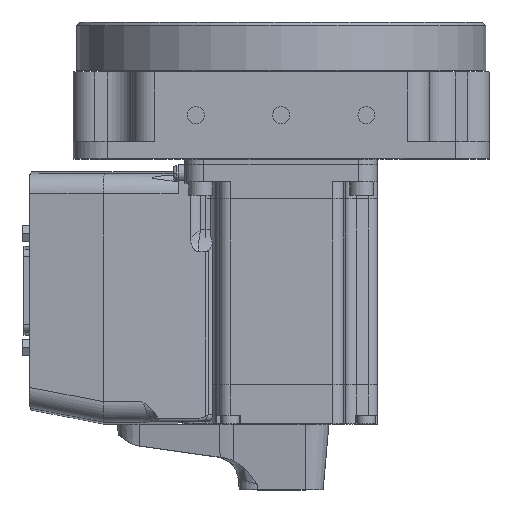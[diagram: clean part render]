
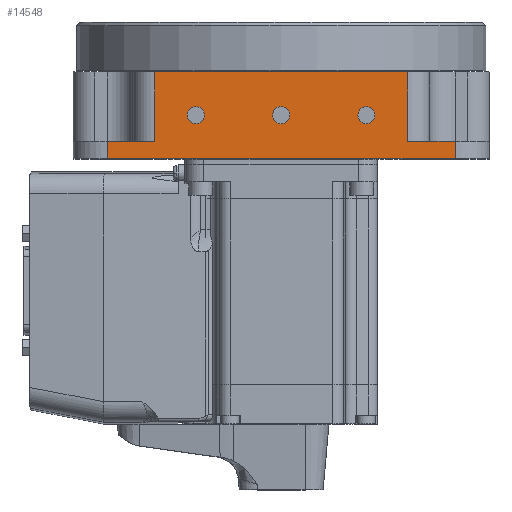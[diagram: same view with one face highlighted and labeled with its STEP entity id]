
A CAD part, top view. The second image highlights one B-rep face of the part: STEP entity #14548.
In plain terms, the highlighted planar face has unit normal (0, 0, 1).
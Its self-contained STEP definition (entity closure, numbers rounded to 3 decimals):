
#286 = DIRECTION ( 'NONE',  ( -1., 0., 0. ) ) ;
#721 = CARTESIAN_POINT ( 'NONE',  ( -51., 0., 61. ) ) ;
#1210 = DIRECTION ( 'NONE',  ( 0., 0., 1. ) ) ;
#1485 = DIRECTION ( 'NONE',  ( 1., 0., 0. ) ) ;
#1524 = DIRECTION ( 'NONE',  ( 0., -1., 0. ) ) ;
#2354 = EDGE_CURVE ( 'NONE', #24804, #5432, #8387, .T. ) ;
#2364 = VECTOR ( 'NONE', #21023, 1000. ) ;
#2445 = CARTESIAN_POINT ( 'NONE',  ( -51., 25.38, 61. ) ) ;
#2534 = CARTESIAN_POINT ( 'NONE',  ( -51., 25.38, 61. ) ) ;
#2536 = VERTEX_POINT ( 'NONE', #17230 ) ;
#2545 = AXIS2_PLACEMENT_3D ( 'NONE', #3908, #11709, #14055 ) ;
#3223 = ORIENTED_EDGE ( 'NONE', *, *, #2354, .F. ) ;
#3352 = CARTESIAN_POINT ( 'NONE',  ( 51., 25.38, 61. ) ) ;
#3726 = ORIENTED_EDGE ( 'NONE', *, *, #11745, .F. ) ;
#3811 = PLANE ( 'NONE',  #8026 ) ;
#3843 = DIRECTION ( 'NONE',  ( 0., 0., 1. ) ) ;
#3908 = CARTESIAN_POINT ( 'NONE',  ( 0., 12.7, 61. ) ) ;
#5043 = CIRCLE ( 'NONE', #2545, 2.5 ) ;
#5303 = EDGE_LOOP ( 'NONE', ( #25201, #10238 ) ) ;
#5403 = CARTESIAN_POINT ( 'NONE',  ( -27.5, 12.7, 61. ) ) ;
#5432 = VERTEX_POINT ( 'NONE', #6165 ) ;
#5618 = EDGE_CURVE ( 'NONE', #6491, #6127, #17424, .T. ) ;
#5744 = EDGE_CURVE ( 'NONE', #22834, #6491, #9999, .T. ) ;
#6027 = FACE_BOUND ( 'NONE', #7106, .T. ) ;
#6042 = CIRCLE ( 'NONE', #13118, 2.5 ) ;
#6127 = VERTEX_POINT ( 'NONE', #21954 ) ;
#6165 = CARTESIAN_POINT ( 'NONE',  ( 22.5, 12.7, 61. ) ) ;
#6194 = LINE ( 'NONE', #2534, #16052 ) ;
#6440 = EDGE_CURVE ( 'NONE', #5432, #24804, #6042, .T. ) ;
#6456 = DIRECTION ( 'NONE',  ( 1., 0., 0. ) ) ;
#6491 = VERTEX_POINT ( 'NONE', #15022 ) ;
#6594 = VERTEX_POINT ( 'NONE', #7981 ) ;
#6826 = LINE ( 'NONE', #22948, #2364 ) ;
#7106 = EDGE_LOOP ( 'NONE', ( #3726, #19484 ) ) ;
#7329 = EDGE_CURVE ( 'NONE', #12388, #17654, #6194, .T. ) ;
#7399 = CARTESIAN_POINT ( 'NONE',  ( -37.1, 5., 61. ) ) ;
#7436 = EDGE_CURVE ( 'NONE', #14077, #13962, #23942, .T. ) ;
#7697 = CARTESIAN_POINT ( 'NONE',  ( -51., 5., 61. ) ) ;
#7981 = CARTESIAN_POINT ( 'NONE',  ( 51., 0., 61. ) ) ;
#8026 = AXIS2_PLACEMENT_3D ( 'NONE', #9662, #18127, #286 ) ;
#8387 = CIRCLE ( 'NONE', #14633, 2.5 ) ;
#8393 = DIRECTION ( 'NONE',  ( 0., 0., 1. ) ) ;
#8482 = EDGE_CURVE ( 'NONE', #2536, #16111, #5043, .T. ) ;
#8524 = ORIENTED_EDGE ( 'NONE', *, *, #5744, .F. ) ;
#8687 = LINE ( 'NONE', #18838, #20025 ) ;
#9457 = CIRCLE ( 'NONE', #12370, 2.5 ) ;
#9612 = DIRECTION ( 'NONE',  ( 0., -1., 0. ) ) ;
#9662 = CARTESIAN_POINT ( 'NONE',  ( -51., 25.38, 61. ) ) ;
#9827 = CARTESIAN_POINT ( 'NONE',  ( -37.1, 25.38, 61. ) ) ;
#9961 = DIRECTION ( 'NONE',  ( 1., 0., 0. ) ) ;
#9999 = LINE ( 'NONE', #2445, #12206 ) ;
#10238 = ORIENTED_EDGE ( 'NONE', *, *, #17617, .F. ) ;
#10474 = DIRECTION ( 'NONE',  ( 0., -1., 0. ) ) ;
#10733 = CARTESIAN_POINT ( 'NONE',  ( -37.1, 5., 61. ) ) ;
#10993 = DIRECTION ( 'NONE',  ( 0., 0., 1. ) ) ;
#11100 = AXIS2_PLACEMENT_3D ( 'NONE', #16698, #22704, #12922 ) ;
#11123 = DIRECTION ( 'NONE',  ( 1., 0., 0. ) ) ;
#11163 = DIRECTION ( 'NONE',  ( 0., -1., 0. ) ) ;
#11242 = CARTESIAN_POINT ( 'NONE',  ( 25., 12.7, 61. ) ) ;
#11709 = DIRECTION ( 'NONE',  ( 0., 0., 1. ) ) ;
#11745 = EDGE_CURVE ( 'NONE', #13962, #14077, #9457, .T. ) ;
#11847 = CARTESIAN_POINT ( 'NONE',  ( 37.1, 36.8, 61. ) ) ;
#12095 = ORIENTED_EDGE ( 'NONE', *, *, #17560, .F. ) ;
#12206 = VECTOR ( 'NONE', #18318, 1000. ) ;
#12208 = VECTOR ( 'NONE', #6456, 1000. ) ;
#12370 = AXIS2_PLACEMENT_3D ( 'NONE', #16695, #10993, #20751 ) ;
#12388 = VERTEX_POINT ( 'NONE', #7697 ) ;
#12922 = DIRECTION ( 'NONE',  ( 1., 0., 0. ) ) ;
#13084 = CARTESIAN_POINT ( 'NONE',  ( 27.5, 12.7, 61. ) ) ;
#13118 = AXIS2_PLACEMENT_3D ( 'NONE', #11242, #1210, #1485 ) ;
#13504 = LINE ( 'NONE', #3352, #21266 ) ;
#13538 = CARTESIAN_POINT ( 'NONE',  ( 51., 5., 61. ) ) ;
#13697 = FACE_BOUND ( 'NONE', #23622, .T. ) ;
#13962 = VERTEX_POINT ( 'NONE', #20775 ) ;
#14055 = DIRECTION ( 'NONE',  ( 1., 0., 0. ) ) ;
#14077 = VERTEX_POINT ( 'NONE', #5403 ) ;
#14122 = EDGE_LOOP ( 'NONE', ( #18423, #8524, #15434, #24413, #19850, #21440, #19986, #12095 ) ) ;
#14548 = ADVANCED_FACE ( 'NONE', ( #13697, #19561, #6027, #16039 ), #3811, .F. ) ;
#14633 = AXIS2_PLACEMENT_3D ( 'NONE', #19084, #3843, #9961 ) ;
#15022 = CARTESIAN_POINT ( 'NONE',  ( 37.1, 25.38, 61. ) ) ;
#15434 = ORIENTED_EDGE ( 'NONE', *, *, #24443, .T. ) ;
#16039 = FACE_OUTER_BOUND ( 'NONE', #14122, .T. ) ;
#16052 = VECTOR ( 'NONE', #10474, 1000. ) ;
#16111 = VERTEX_POINT ( 'NONE', #25251 ) ;
#16327 = DIRECTION ( 'NONE',  ( 1., 0., 0. ) ) ;
#16695 = CARTESIAN_POINT ( 'NONE',  ( -25., 12.7, 61. ) ) ;
#16698 = CARTESIAN_POINT ( 'NONE',  ( 0., 12.7, 61. ) ) ;
#17081 = CARTESIAN_POINT ( 'NONE',  ( -51., 0., 61. ) ) ;
#17230 = CARTESIAN_POINT ( 'NONE',  ( 2.5, 12.7, 61. ) ) ;
#17349 = VERTEX_POINT ( 'NONE', #7399 ) ;
#17424 = LINE ( 'NONE', #11847, #19275 ) ;
#17491 = EDGE_CURVE ( 'NONE', #12388, #17349, #18931, .T. ) ;
#17560 = EDGE_CURVE ( 'NONE', #6127, #20987, #6826, .T. ) ;
#17617 = EDGE_CURVE ( 'NONE', #16111, #2536, #25632, .T. ) ;
#17654 = VERTEX_POINT ( 'NONE', #17081 ) ;
#17891 = ORIENTED_EDGE ( 'NONE', *, *, #6440, .F. ) ;
#18127 = DIRECTION ( 'NONE',  ( 0., 0., -1. ) ) ;
#18156 = VECTOR ( 'NONE', #11123, 1000. ) ;
#18296 = CARTESIAN_POINT ( 'NONE',  ( -25., 12.7, 61. ) ) ;
#18318 = DIRECTION ( 'NONE',  ( 1., 0., 0. ) ) ;
#18423 = ORIENTED_EDGE ( 'NONE', *, *, #5618, .F. ) ;
#18838 = CARTESIAN_POINT ( 'NONE',  ( -37.1, 36.8, 61. ) ) ;
#18931 = LINE ( 'NONE', #10733, #18156 ) ;
#19084 = CARTESIAN_POINT ( 'NONE',  ( 25., 12.7, 61. ) ) ;
#19275 = VECTOR ( 'NONE', #9612, 1000. ) ;
#19484 = ORIENTED_EDGE ( 'NONE', *, *, #7436, .F. ) ;
#19561 = FACE_BOUND ( 'NONE', #5303, .T. ) ;
#19817 = AXIS2_PLACEMENT_3D ( 'NONE', #18296, #8393, #16327 ) ;
#19850 = ORIENTED_EDGE ( 'NONE', *, *, #7329, .T. ) ;
#19986 = ORIENTED_EDGE ( 'NONE', *, *, #24607, .F. ) ;
#20025 = VECTOR ( 'NONE', #11163, 1000. ) ;
#20518 = LINE ( 'NONE', #721, #12208 ) ;
#20751 = DIRECTION ( 'NONE',  ( 1., 0., 0. ) ) ;
#20775 = CARTESIAN_POINT ( 'NONE',  ( -22.5, 12.7, 61. ) ) ;
#20987 = VERTEX_POINT ( 'NONE', #13538 ) ;
#21023 = DIRECTION ( 'NONE',  ( 1., 0., 0. ) ) ;
#21266 = VECTOR ( 'NONE', #1524, 1000. ) ;
#21440 = ORIENTED_EDGE ( 'NONE', *, *, #22612, .T. ) ;
#21954 = CARTESIAN_POINT ( 'NONE',  ( 37.1, 5., 61. ) ) ;
#22612 = EDGE_CURVE ( 'NONE', #17654, #6594, #20518, .T. ) ;
#22704 = DIRECTION ( 'NONE',  ( 0., 0., 1. ) ) ;
#22834 = VERTEX_POINT ( 'NONE', #9827 ) ;
#22948 = CARTESIAN_POINT ( 'NONE',  ( 37.1, 5., 61. ) ) ;
#23622 = EDGE_LOOP ( 'NONE', ( #3223, #17891 ) ) ;
#23942 = CIRCLE ( 'NONE', #19817, 2.5 ) ;
#24413 = ORIENTED_EDGE ( 'NONE', *, *, #17491, .F. ) ;
#24443 = EDGE_CURVE ( 'NONE', #22834, #17349, #8687, .T. ) ;
#24607 = EDGE_CURVE ( 'NONE', #20987, #6594, #13504, .T. ) ;
#24804 = VERTEX_POINT ( 'NONE', #13084 ) ;
#25201 = ORIENTED_EDGE ( 'NONE', *, *, #8482, .F. ) ;
#25251 = CARTESIAN_POINT ( 'NONE',  ( -2.5, 12.7, 61. ) ) ;
#25632 = CIRCLE ( 'NONE', #11100, 2.5 ) ;
